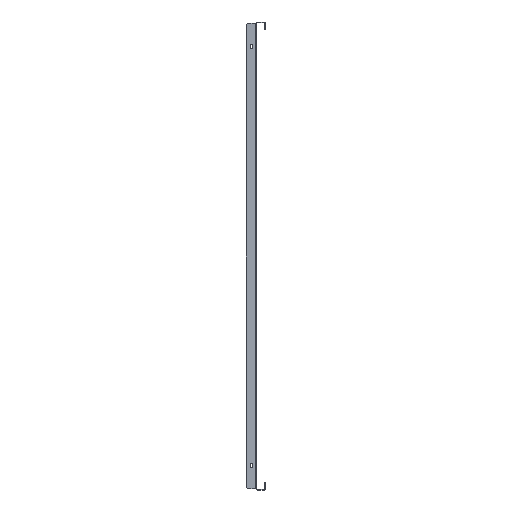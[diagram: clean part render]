
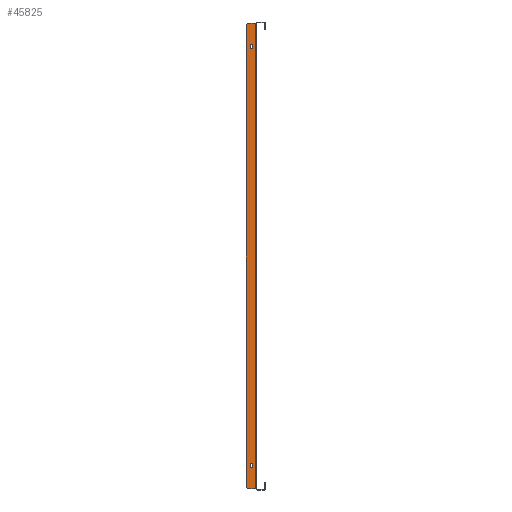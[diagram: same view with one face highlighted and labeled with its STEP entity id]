
A CAD part, left-side view. The second image highlights one B-rep face of the part: STEP entity #45825.
In plain terms, the highlighted planar face has unit normal (-1, 0, 0).
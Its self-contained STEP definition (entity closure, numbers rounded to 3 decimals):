
#205 = VERTEX_POINT ( 'NONE', #39086 ) ;
#1514 = VERTEX_POINT ( 'NONE', #53760 ) ;
#1762 = CIRCLE ( 'NONE', #6482, 2.75 ) ;
#1772 = CIRCLE ( 'NONE', #13109, 5. ) ;
#3261 = DIRECTION ( 'NONE',  ( 0., -1., 0. ) ) ;
#3518 = EDGE_CURVE ( 'NONE', #28716, #205, #19913, .T. ) ;
#3575 = CIRCLE ( 'NONE', #42373, 2.75 ) ;
#3579 = VERTEX_POINT ( 'NONE', #43020 ) ;
#4243 = ORIENTED_EDGE ( 'NONE', *, *, #52025, .F. ) ;
#4633 = ORIENTED_EDGE ( 'NONE', *, *, #3518, .T. ) ;
#5119 = DIRECTION ( 'NONE',  ( 0., -1., 0. ) ) ;
#6111 = VERTEX_POINT ( 'NONE', #12224 ) ;
#6241 = VERTEX_POINT ( 'NONE', #19235 ) ;
#6482 = AXIS2_PLACEMENT_3D ( 'NONE', #33370, #33654, #33952 ) ;
#6501 = EDGE_CURVE ( 'NONE', #1514, #53006, #57394, .T. ) ;
#7856 = CARTESIAN_POINT ( 'NONE',  ( -446., 16., -495.5 ) ) ;
#9016 = EDGE_CURVE ( 'NONE', #6241, #6111, #20625, .T. ) ;
#9143 = DIRECTION ( 'NONE',  ( 0., 1., 0. ) ) ;
#9276 = ORIENTED_EDGE ( 'NONE', *, *, #12350, .F. ) ;
#10000 = EDGE_LOOP ( 'NONE', ( #30877, #33721, #9276, #31930 ) ) ;
#10101 = CARTESIAN_POINT ( 'NONE',  ( -446., 10., 445.25 ) ) ;
#10177 = DIRECTION ( 'NONE',  ( 0., 0., 1. ) ) ;
#11857 = AXIS2_PLACEMENT_3D ( 'NONE', #10101, #46262, #28182 ) ;
#12224 = CARTESIAN_POINT ( 'NONE',  ( -446., 21., 490.5 ) ) ;
#12350 = EDGE_CURVE ( 'NONE', #29753, #1514, #3575, .T. ) ;
#12852 = CARTESIAN_POINT ( 'NONE',  ( -446., 10., -445.25 ) ) ;
#13109 = AXIS2_PLACEMENT_3D ( 'NONE', #58437, #13995, #31507 ) ;
#13131 = EDGE_CURVE ( 'NONE', #50043, #6111, #1772, .T. ) ;
#13414 = DIRECTION ( 'NONE',  ( -1., 0., 0. ) ) ;
#13452 = CARTESIAN_POINT ( 'NONE',  ( -446., 12.75, -448.75 ) ) ;
#13995 = DIRECTION ( 'NONE',  ( -1., 0., 0. ) ) ;
#14610 = CARTESIAN_POINT ( 'NONE',  ( -446., 7.25, 445.25 ) ) ;
#15220 = AXIS2_PLACEMENT_3D ( 'NONE', #22026, #13414, #5119 ) ;
#15324 = EDGE_CURVE ( 'NONE', #28716, #21280, #31670, .T. ) ;
#15473 = ORIENTED_EDGE ( 'NONE', *, *, #56104, .T. ) ;
#15487 = CARTESIAN_POINT ( 'NONE',  ( -446., 7.25, -445.25 ) ) ;
#16037 = DIRECTION ( 'NONE',  ( 0., 0., 1. ) ) ;
#17780 = DIRECTION ( 'NONE',  ( -1., 0., 0. ) ) ;
#18005 = LINE ( 'NONE', #21877, #34104 ) ;
#18178 = DIRECTION ( 'NONE',  ( 0., 1., 0. ) ) ;
#18218 = VECTOR ( 'NONE', #58576, 1000. ) ;
#19235 = CARTESIAN_POINT ( 'NONE',  ( -446., 21., -490.5 ) ) ;
#19913 = LINE ( 'NONE', #25519, #38246 ) ;
#20625 = LINE ( 'NONE', #38707, #28112 ) ;
#21168 = CARTESIAN_POINT ( 'NONE',  ( -446., 12.75, -445.25 ) ) ;
#21280 = VERTEX_POINT ( 'NONE', #7856 ) ;
#21877 = CARTESIAN_POINT ( 'NONE',  ( -446., 0., 495.5 ) ) ;
#22026 = CARTESIAN_POINT ( 'NONE',  ( -446., 0., 0. ) ) ;
#23176 = CIRCLE ( 'NONE', #53447, 2.75 ) ;
#23806 = LINE ( 'NONE', #14610, #33543 ) ;
#24155 = EDGE_CURVE ( 'NONE', #53006, #28400, #23176, .T. ) ;
#24618 = CARTESIAN_POINT ( 'NONE',  ( -446., 16., -490.5 ) ) ;
#24827 = ORIENTED_EDGE ( 'NONE', *, *, #33154, .F. ) ;
#25519 = CARTESIAN_POINT ( 'NONE',  ( -446., 1.5, 0. ) ) ;
#28058 = CARTESIAN_POINT ( 'NONE',  ( -446., 12.75, 445.25 ) ) ;
#28112 = VECTOR ( 'NONE', #56742, 1000. ) ;
#28182 = DIRECTION ( 'NONE',  ( 0., -1., 0. ) ) ;
#28339 = EDGE_CURVE ( 'NONE', #50153, #30433, #1762, .T. ) ;
#28393 = EDGE_CURVE ( 'NONE', #28400, #29753, #35397, .T. ) ;
#28400 = VERTEX_POINT ( 'NONE', #40135 ) ;
#28716 = VERTEX_POINT ( 'NONE', #56064 ) ;
#29753 = VERTEX_POINT ( 'NONE', #13452 ) ;
#30278 = VERTEX_POINT ( 'NONE', #58412 ) ;
#30433 = VERTEX_POINT ( 'NONE', #56294 ) ;
#30851 = ORIENTED_EDGE ( 'NONE', *, *, #9016, .F. ) ;
#30877 = ORIENTED_EDGE ( 'NONE', *, *, #24155, .F. ) ;
#31052 = AXIS2_PLACEMENT_3D ( 'NONE', #24618, #43572, #3261 ) ;
#31507 = DIRECTION ( 'NONE',  ( 0., -1., 0. ) ) ;
#31670 = LINE ( 'NONE', #49724, #53983 ) ;
#31930 = ORIENTED_EDGE ( 'NONE', *, *, #28393, .F. ) ;
#32875 = ORIENTED_EDGE ( 'NONE', *, *, #15324, .F. ) ;
#33154 = EDGE_CURVE ( 'NONE', #50043, #205, #18005, .T. ) ;
#33370 = CARTESIAN_POINT ( 'NONE',  ( -446., 10., 448.75 ) ) ;
#33543 = VECTOR ( 'NONE', #10177, 1000. ) ;
#33654 = DIRECTION ( 'NONE',  ( -1., 0., 0. ) ) ;
#33721 = ORIENTED_EDGE ( 'NONE', *, *, #6501, .F. ) ;
#33952 = DIRECTION ( 'NONE',  ( 0., -1., 0. ) ) ;
#34104 = VECTOR ( 'NONE', #36098, 1000. ) ;
#35367 = PLANE ( 'NONE',  #15220 ) ;
#35397 = LINE ( 'NONE', #21168, #53406 ) ;
#35662 = FACE_BOUND ( 'NONE', #10000, .T. ) ;
#35692 = DIRECTION ( 'NONE',  ( 0., 0., -1. ) ) ;
#35997 = ORIENTED_EDGE ( 'NONE', *, *, #13131, .T. ) ;
#36098 = DIRECTION ( 'NONE',  ( 0., -1., 0. ) ) ;
#38246 = VECTOR ( 'NONE', #16037, 1000. ) ;
#38392 = EDGE_LOOP ( 'NONE', ( #4243, #58163, #51371, #39725 ) ) ;
#38707 = CARTESIAN_POINT ( 'NONE',  ( -446., 21., 495.5 ) ) ;
#39086 = CARTESIAN_POINT ( 'NONE',  ( -446., 1.5, 495.5 ) ) ;
#39725 = ORIENTED_EDGE ( 'NONE', *, *, #51166, .F. ) ;
#40135 = CARTESIAN_POINT ( 'NONE',  ( -446., 12.75, -445.25 ) ) ;
#40723 = DIRECTION ( 'NONE',  ( -1., 0., 0. ) ) ;
#42172 = CIRCLE ( 'NONE', #11857, 2.75 ) ;
#42373 = AXIS2_PLACEMENT_3D ( 'NONE', #58357, #17780, #49487 ) ;
#43020 = CARTESIAN_POINT ( 'NONE',  ( -446., 12.75, 445.25 ) ) ;
#43572 = DIRECTION ( 'NONE',  ( -1., 0., 0. ) ) ;
#44507 = CARTESIAN_POINT ( 'NONE',  ( -446., 7.25, 448.75 ) ) ;
#44555 = FACE_BOUND ( 'NONE', #38392, .T. ) ;
#45718 = FACE_OUTER_BOUND ( 'NONE', #50366, .T. ) ;
#45825 = ADVANCED_FACE ( 'NONE', ( #44555, #35662, #45718 ), #35367, .T. ) ;
#46133 = DIRECTION ( 'NONE',  ( 0., 0., -1. ) ) ;
#46262 = DIRECTION ( 'NONE',  ( -1., 0., 0. ) ) ;
#48813 = CARTESIAN_POINT ( 'NONE',  ( -446., 7.25, -445.25 ) ) ;
#49010 = CIRCLE ( 'NONE', #31052, 5. ) ;
#49100 = VECTOR ( 'NONE', #46133, 1000. ) ;
#49487 = DIRECTION ( 'NONE',  ( 0., 1., 0. ) ) ;
#49724 = CARTESIAN_POINT ( 'NONE',  ( -446., 21., -495.5 ) ) ;
#50043 = VERTEX_POINT ( 'NONE', #56932 ) ;
#50153 = VERTEX_POINT ( 'NONE', #44507 ) ;
#50366 = EDGE_LOOP ( 'NONE', ( #24827, #35997, #30851, #15473, #32875, #4633 ) ) ;
#51166 = EDGE_CURVE ( 'NONE', #30278, #50153, #23806, .T. ) ;
#51371 = ORIENTED_EDGE ( 'NONE', *, *, #28339, .F. ) ;
#52025 = EDGE_CURVE ( 'NONE', #3579, #30278, #42172, .T. ) ;
#53006 = VERTEX_POINT ( 'NONE', #15487 ) ;
#53406 = VECTOR ( 'NONE', #35692, 1000. ) ;
#53447 = AXIS2_PLACEMENT_3D ( 'NONE', #12852, #40723, #18178 ) ;
#53760 = CARTESIAN_POINT ( 'NONE',  ( -446., 7.25, -448.75 ) ) ;
#53983 = VECTOR ( 'NONE', #9143, 1000. ) ;
#54999 = LINE ( 'NONE', #28058, #49100 ) ;
#55449 = EDGE_CURVE ( 'NONE', #30433, #3579, #54999, .T. ) ;
#56064 = CARTESIAN_POINT ( 'NONE',  ( -446., 1.5, -495.5 ) ) ;
#56104 = EDGE_CURVE ( 'NONE', #6241, #21280, #49010, .T. ) ;
#56294 = CARTESIAN_POINT ( 'NONE',  ( -446., 12.75, 448.75 ) ) ;
#56742 = DIRECTION ( 'NONE',  ( 0., 0., 1. ) ) ;
#56932 = CARTESIAN_POINT ( 'NONE',  ( -446., 16., 495.5 ) ) ;
#57394 = LINE ( 'NONE', #48813, #18218 ) ;
#58163 = ORIENTED_EDGE ( 'NONE', *, *, #55449, .F. ) ;
#58357 = CARTESIAN_POINT ( 'NONE',  ( -446., 10., -448.75 ) ) ;
#58412 = CARTESIAN_POINT ( 'NONE',  ( -446., 7.25, 445.25 ) ) ;
#58437 = CARTESIAN_POINT ( 'NONE',  ( -446., 16., 490.5 ) ) ;
#58576 = DIRECTION ( 'NONE',  ( 0., 0., 1. ) ) ;
